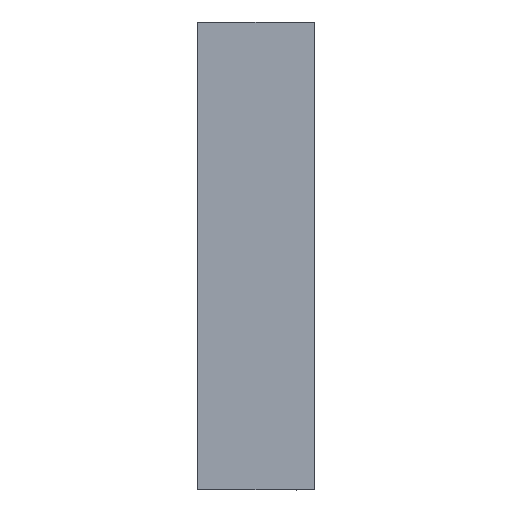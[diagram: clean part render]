
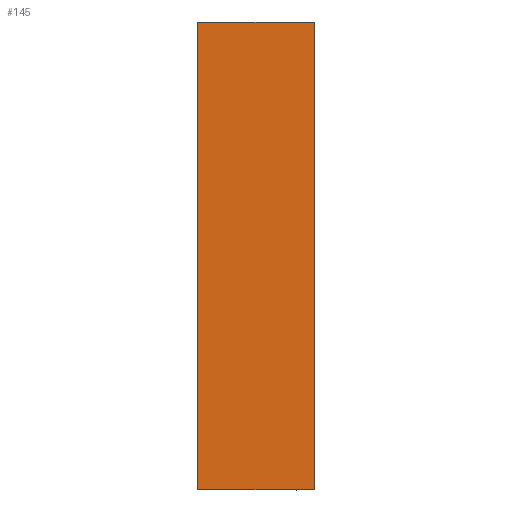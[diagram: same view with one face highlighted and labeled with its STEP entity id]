
A CAD part, top view. The second image highlights one B-rep face of the part: STEP entity #145.
In plain terms, the highlighted planar face has unit normal (0, 0, 1).
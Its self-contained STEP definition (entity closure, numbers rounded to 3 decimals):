
#24=FACE_OUTER_BOUND('',#32,.T.);
#32=EDGE_LOOP('',(#122,#123,#124,#125));
#42=LINE('',#229,#58);
#45=LINE('',#236,#61);
#48=LINE('',#244,#64);
#49=LINE('',#246,#65);
#58=VECTOR('',#187,10.);
#61=VECTOR('',#194,10.);
#64=VECTOR('',#203,10.);
#65=VECTOR('',#206,10.);
#72=VERTEX_POINT('',#226);
#73=VERTEX_POINT('',#228);
#75=VERTEX_POINT('',#234);
#77=VERTEX_POINT('',#242);
#86=EDGE_CURVE('',#72,#73,#42,.T.);
#90=EDGE_CURVE('',#72,#75,#45,.T.);
#94=EDGE_CURVE('',#77,#75,#48,.T.);
#95=EDGE_CURVE('',#77,#73,#49,.T.);
#122=ORIENTED_EDGE('',*,*,#95,.T.);
#123=ORIENTED_EDGE('',*,*,#86,.F.);
#124=ORIENTED_EDGE('',*,*,#90,.T.);
#125=ORIENTED_EDGE('',*,*,#94,.F.);
#137=PLANE('',#169);
#145=ADVANCED_FACE('',(#24),#137,.F.);
#169=AXIS2_PLACEMENT_3D('',#245,#204,#205);
#187=DIRECTION('',(0.,1.,0.));
#194=DIRECTION('',(1.,0.,0.));
#203=DIRECTION('',(0.,-1.,0.));
#204=DIRECTION('center_axis',(0.,0.,-1.));
#205=DIRECTION('ref_axis',(-1.,0.,0.));
#206=DIRECTION('',(-1.,0.,0.));
#226=CARTESIAN_POINT('',(5.5,-20.15,-7.5));
#228=CARTESIAN_POINT('',(5.5,34.25,-7.5));
#229=CARTESIAN_POINT('',(5.5,34.,-7.5));
#234=CARTESIAN_POINT('',(19.002,-20.15,-7.5));
#236=CARTESIAN_POINT('',(17.5,-20.15,-7.5));
#242=CARTESIAN_POINT('',(19.002,34.25,-7.5));
#244=CARTESIAN_POINT('',(19.002,34.125,-7.5));
#245=CARTESIAN_POINT('Origin',(17.5,34.,-7.5));
#246=CARTESIAN_POINT('',(11.5,34.25,-7.5));
